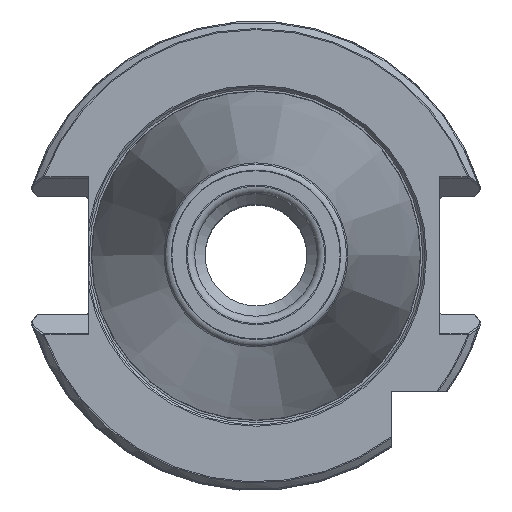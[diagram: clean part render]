
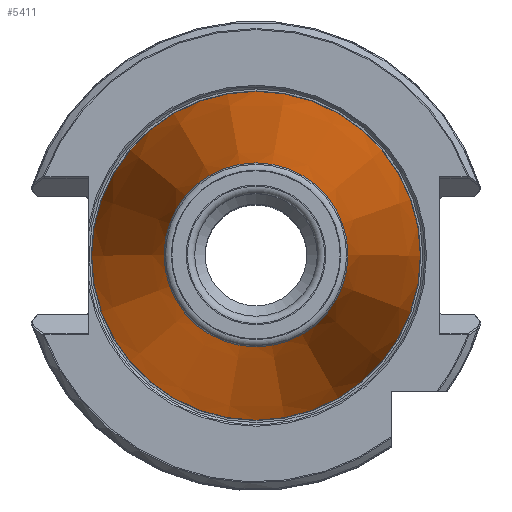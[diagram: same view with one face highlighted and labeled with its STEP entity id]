
A CAD part, top view. The second image highlights one B-rep face of the part: STEP entity #5411.
In plain terms, the highlighted conical face has half-angle 8.297 degrees and reference radius 12.393 mm.
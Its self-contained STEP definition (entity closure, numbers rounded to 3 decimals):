
#682=CONICAL_SURFACE('',#5813,12.393,0.145);
#1319=ORIENTED_EDGE('',*,*,#2023,.T.);
#1320=ORIENTED_EDGE('',*,*,#2025,.T.);
#2023=EDGE_CURVE('',#2465,#2465,#2741,.F.);
#2025=EDGE_CURVE('',#2467,#2467,#2743,.T.);
#2465=VERTEX_POINT('',#7984);
#2467=VERTEX_POINT('',#7990);
#2741=CIRCLE('',#5810,12.518);
#2743=CIRCLE('',#5814,22.375);
#3051=EDGE_LOOP('',(#1319));
#3052=EDGE_LOOP('',(#1320));
#3406=FACE_BOUND('',#3051,.T.);
#3407=FACE_BOUND('',#3052,.T.);
#5411=ADVANCED_FACE('',(#3406,#3407),#682,.T.);
#5810=AXIS2_PLACEMENT_3D('',#7983,#6672,#6673);
#5813=AXIS2_PLACEMENT_3D('',#7988,#6678,#6679);
#5814=AXIS2_PLACEMENT_3D('',#7989,#6680,#6681);
#6672=DIRECTION('',(0.,0.,1.));
#6673=DIRECTION('',(1.,0.,0.));
#6678=DIRECTION('',(0.,0.,-1.));
#6679=DIRECTION('',(-1.,0.,0.));
#6680=DIRECTION('',(0.,0.,1.));
#6681=DIRECTION('',(1.,0.,0.));
#7983=CARTESIAN_POINT('',(0.,0.,67.744));
#7984=CARTESIAN_POINT('',(12.518,0.,67.744));
#7988=CARTESIAN_POINT('',(0.,0.,68.6));
#7989=CARTESIAN_POINT('',(0.,0.,0.15));
#7990=CARTESIAN_POINT('',(22.375,0.,0.15));
